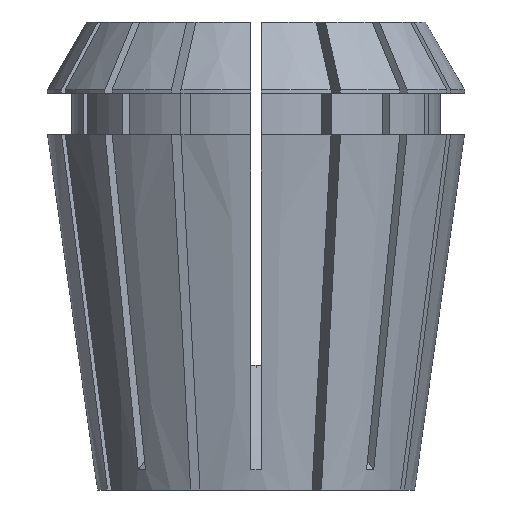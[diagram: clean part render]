
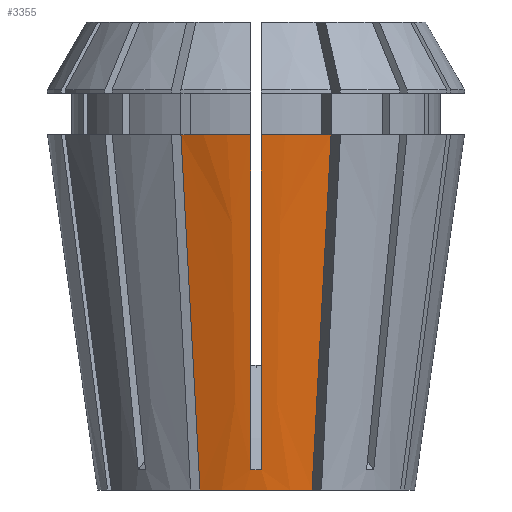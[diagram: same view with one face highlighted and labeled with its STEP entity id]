
A CAD part, front view. The second image highlights one B-rep face of the part: STEP entity #3355.
In plain terms, the highlighted conical face has half-angle 8 degrees and reference radius 15.595 mm.
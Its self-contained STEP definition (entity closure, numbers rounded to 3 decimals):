
#70 = CARTESIAN_POINT ( 'NONE',  ( 0.5, -15.869, 2.006 ) ) ;
#146 = VERTEX_POINT ( 'NONE', #4516 ) ;
#149 = CARTESIAN_POINT ( 'NONE',  ( 0.5, -17.512, 13.688 ) ) ;
#201 = CONICAL_SURFACE ( 'NONE', #1315, 15.595, 0.14 ) ;
#261 = CARTESIAN_POINT ( 'NONE',  ( -0.5, -18.832, 23.076 ) ) ;
#306 = DIRECTION ( 'NONE',  ( 0., 0., -1. ) ) ;
#330 = B_SPLINE_CURVE_WITH_KNOTS ( 'NONE', 3,
 ( #2079, #375, #4848, #1852, #2706, #149, #1831, #1382, #571, #70 ),
 .UNSPECIFIED., .F., .F.,
 ( 4, 3, 3, 4 ),
 ( 0.076, 0.078, 0.107, 0.109 ),
 .UNSPECIFIED. ) ;
#375 = CARTESIAN_POINT ( 'NONE',  ( 0.5, -20.38, 34.088 ) ) ;
#383 = CARTESIAN_POINT ( 'NONE',  ( -7.381, -19.126, 34.9 ) ) ;
#571 = CARTESIAN_POINT ( 'NONE',  ( 0.5, -15.977, 2.77 ) ) ;
#587 = VERTEX_POINT ( 'NONE', #2711 ) ;
#699 = CARTESIAN_POINT ( 'NONE',  ( 0., 0., 34.9 ) ) ;
#715 = AXIS2_PLACEMENT_3D ( 'NONE', #1083, #1505, #4072 ) ;
#892 = CARTESIAN_POINT ( 'NONE',  ( -0.5, -15.869, 2.006 ) ) ;
#1003 = VERTEX_POINT ( 'NONE', #892 ) ;
#1021 = B_SPLINE_CURVE_WITH_KNOTS ( 'NONE', 3,
 ( #3170, #4039, #4059, #3226, #261, #1573, #1999, #1551, #2423, #4566 ),
 .UNSPECIFIED., .F., .F.,
 ( 4, 3, 3, 4 ),
 ( 0.076, 0.078, 0.107, 0.109 ),
 .UNSPECIFIED. ) ;
#1035 = CARTESIAN_POINT ( 'NONE',  ( 7.381, -19.126, 34.9 ) ) ;
#1077 = CARTESIAN_POINT ( 'NONE',  ( 0., 0., 34.9 ) ) ;
#1083 = CARTESIAN_POINT ( 'NONE',  ( 0., 0., 0. ) ) ;
#1131 = ORIENTED_EDGE ( 'NONE', *, *, #1770, .T. ) ;
#1187 = DIRECTION ( 'NONE',  ( 1., 0., 0. ) ) ;
#1285 = FACE_OUTER_BOUND ( 'NONE', #1801, .T. ) ;
#1315 = AXIS2_PLACEMENT_3D ( 'NONE', #2524, #2396, #1187 ) ;
#1341 = VERTEX_POINT ( 'NONE', #3291 ) ;
#1382 = CARTESIAN_POINT ( 'NONE',  ( 0.5, -16.084, 3.535 ) ) ;
#1385 = B_SPLINE_CURVE_WITH_KNOTS ( 'NONE', 3,
 ( #1035, #1901, #2296, #5262 ),
 .UNSPECIFIED., .F., .F.,
 ( 4, 4 ),
 ( 0., 0.035 ),
 .UNSPECIFIED. ) ;
#1505 = DIRECTION ( 'NONE',  ( 0., 0., -1. ) ) ;
#1551 = CARTESIAN_POINT ( 'NONE',  ( -0.5, -16.084, 3.535 ) ) ;
#1573 = CARTESIAN_POINT ( 'NONE',  ( -0.5, -17.512, 13.688 ) ) ;
#1770 = EDGE_CURVE ( 'NONE', #146, #4828, #2236, .T. ) ;
#1801 = EDGE_LOOP ( 'NONE', ( #3998, #3067, #4902, #3702, #4537, #1131, #2774, #4082 ) ) ;
#1831 = CARTESIAN_POINT ( 'NONE',  ( 0.5, -16.192, 4.3 ) ) ;
#1852 = CARTESIAN_POINT ( 'NONE',  ( 0.5, -20.152, 32.464 ) ) ;
#1873 = EDGE_CURVE ( 'NONE', #3892, #2854, #330, .T. ) ;
#1901 = CARTESIAN_POINT ( 'NONE',  ( 6.755, -17.615, 23.267 ) ) ;
#1999 = CARTESIAN_POINT ( 'NONE',  ( -0.5, -16.192, 4.3 ) ) ;
#2010 = DIRECTION ( 'NONE',  ( 0., 0., -1. ) ) ;
#2079 = CARTESIAN_POINT ( 'NONE',  ( 0.5, -20.494, 34.9 ) ) ;
#2236 = CIRCLE ( 'NONE', #4734, 20.5 ) ;
#2296 = CARTESIAN_POINT ( 'NONE',  ( 6.129, -16.104, 11.633 ) ) ;
#2396 = DIRECTION ( 'NONE',  ( 0., 0., 1. ) ) ;
#2423 = CARTESIAN_POINT ( 'NONE',  ( -0.5, -15.977, 2.77 ) ) ;
#2468 = DIRECTION ( 'NONE',  ( -1., 0., 0. ) ) ;
#2483 = B_SPLINE_CURVE_WITH_KNOTS ( 'NONE', 3,
 ( #3194, #4476, #5321, #5354 ),
 .UNSPECIFIED., .F., .F.,
 ( 4, 4 ),
 ( 0., 0.001 ),
 .UNSPECIFIED. ) ;
#2524 = CARTESIAN_POINT ( 'NONE',  ( 0., 0., 0. ) ) ;
#2706 = CARTESIAN_POINT ( 'NONE',  ( 0.5, -18.832, 23.076 ) ) ;
#2711 = CARTESIAN_POINT ( 'NONE',  ( 5.503, -14.592, 0. ) ) ;
#2728 = EDGE_CURVE ( 'NONE', #1003, #2854, #2483, .T. ) ;
#2774 = ORIENTED_EDGE ( 'NONE', *, *, #3422, .T. ) ;
#2854 = VERTEX_POINT ( 'NONE', #2910 ) ;
#2910 = CARTESIAN_POINT ( 'NONE',  ( 0.5, -15.869, 2.006 ) ) ;
#2937 = VERTEX_POINT ( 'NONE', #4772 ) ;
#3021 = CIRCLE ( 'NONE', #4140, 20.5 ) ;
#3067 = ORIENTED_EDGE ( 'NONE', *, *, #4289, .T. ) ;
#3125 = CARTESIAN_POINT ( 'NONE',  ( 0.5, -20.494, 34.9 ) ) ;
#3170 = CARTESIAN_POINT ( 'NONE',  ( -0.5, -20.494, 34.9 ) ) ;
#3194 = CARTESIAN_POINT ( 'NONE',  ( -0.5, -15.869, 2.006 ) ) ;
#3226 = CARTESIAN_POINT ( 'NONE',  ( -0.5, -20.152, 32.464 ) ) ;
#3291 = CARTESIAN_POINT ( 'NONE',  ( 7.381, -19.126, 34.9 ) ) ;
#3355 = ADVANCED_FACE ( 'NONE', ( #1285 ), #201, .T. ) ;
#3422 = EDGE_CURVE ( 'NONE', #4828, #2937, #5266, .T. ) ;
#3651 = CARTESIAN_POINT ( 'NONE',  ( -6.129, -16.104, 11.633 ) ) ;
#3666 = CARTESIAN_POINT ( 'NONE',  ( -5.503, -14.592, 0. ) ) ;
#3702 = ORIENTED_EDGE ( 'NONE', *, *, #2728, .F. ) ;
#3708 = CARTESIAN_POINT ( 'NONE',  ( -6.755, -17.615, 23.267 ) ) ;
#3892 = VERTEX_POINT ( 'NONE', #3125 ) ;
#3998 = ORIENTED_EDGE ( 'NONE', *, *, #4413, .F. ) ;
#4006 = EDGE_CURVE ( 'NONE', #146, #1003, #1021, .T. ) ;
#4039 = CARTESIAN_POINT ( 'NONE',  ( -0.5, -20.38, 34.088 ) ) ;
#4059 = CARTESIAN_POINT ( 'NONE',  ( -0.5, -20.266, 33.276 ) ) ;
#4072 = DIRECTION ( 'NONE',  ( -1., 0., 0. ) ) ;
#4082 = ORIENTED_EDGE ( 'NONE', *, *, #5135, .F. ) ;
#4140 = AXIS2_PLACEMENT_3D ( 'NONE', #1077, #306, #2468 ) ;
#4289 = EDGE_CURVE ( 'NONE', #1341, #3892, #3021, .T. ) ;
#4413 = EDGE_CURVE ( 'NONE', #1341, #587, #1385, .T. ) ;
#4476 = CARTESIAN_POINT ( 'NONE',  ( -0.167, -15.879, 1.998 ) ) ;
#4516 = CARTESIAN_POINT ( 'NONE',  ( -0.5, -20.494, 34.9 ) ) ;
#4537 = ORIENTED_EDGE ( 'NONE', *, *, #4006, .F. ) ;
#4566 = CARTESIAN_POINT ( 'NONE',  ( -0.5, -15.869, 2.006 ) ) ;
#4734 = AXIS2_PLACEMENT_3D ( 'NONE', #699, #2010, #5418 ) ;
#4772 = CARTESIAN_POINT ( 'NONE',  ( -5.503, -14.592, 0. ) ) ;
#4828 = VERTEX_POINT ( 'NONE', #383 ) ;
#4840 = CIRCLE ( 'NONE', #715, 15.595 ) ;
#4848 = CARTESIAN_POINT ( 'NONE',  ( 0.5, -20.266, 33.276 ) ) ;
#4902 = ORIENTED_EDGE ( 'NONE', *, *, #1873, .T. ) ;
#5135 = EDGE_CURVE ( 'NONE', #587, #2937, #4840, .T. ) ;
#5262 = CARTESIAN_POINT ( 'NONE',  ( 5.503, -14.592, 0. ) ) ;
#5266 = B_SPLINE_CURVE_WITH_KNOTS ( 'NONE', 3,
 ( #5362, #3708, #3651, #3666 ),
 .UNSPECIFIED., .F., .F.,
 ( 4, 4 ),
 ( 0., 0.035 ),
 .UNSPECIFIED. ) ;
#5321 = CARTESIAN_POINT ( 'NONE',  ( 0.167, -15.879, 1.998 ) ) ;
#5354 = CARTESIAN_POINT ( 'NONE',  ( 0.5, -15.869, 2.006 ) ) ;
#5362 = CARTESIAN_POINT ( 'NONE',  ( -7.381, -19.126, 34.9 ) ) ;
#5418 = DIRECTION ( 'NONE',  ( -1., 0., 0. ) ) ;
